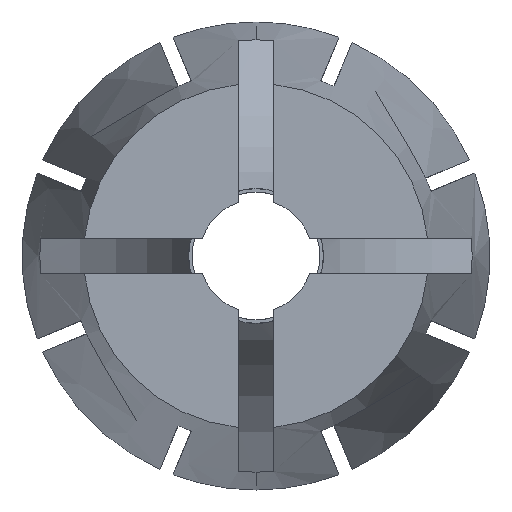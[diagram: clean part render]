
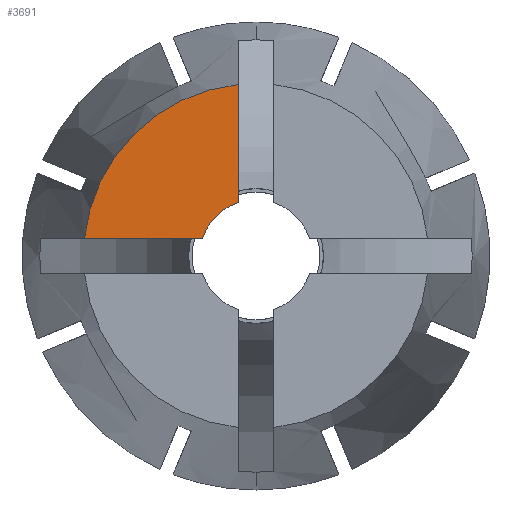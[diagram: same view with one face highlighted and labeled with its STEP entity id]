
A CAD part, left-side view. The second image highlights one B-rep face of the part: STEP entity #3691.
In plain terms, the highlighted planar face has unit normal (-1, 0, 0).
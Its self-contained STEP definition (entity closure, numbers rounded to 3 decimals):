
#310 = ORIENTED_EDGE ( 'NONE', *, *, #1074, .T. ) ;
#388 = CARTESIAN_POINT ( 'NONE',  ( -40., 3.773, 1.25 ) ) ;
#575 = AXIS2_PLACEMENT_3D ( 'NONE', #2461, #2492, #2547 ) ;
#652 = LINE ( 'NONE', #2709, #3848 ) ;
#756 = CARTESIAN_POINT ( 'NONE',  ( -40., 1.25, 3.773 ) ) ;
#868 = CARTESIAN_POINT ( 'NONE',  ( -40., 0., 0. ) ) ;
#894 = DIRECTION ( 'NONE',  ( 1., 0., 0. ) ) ;
#909 = DIRECTION ( 'NONE',  ( 0., 0., -1. ) ) ;
#1074 = EDGE_CURVE ( 'NONE', #2198, #2412, #3233, .T. ) ;
#1103 = EDGE_CURVE ( 'NONE', #2412, #2010, #4099, .T. ) ;
#1127 = EDGE_CURVE ( 'NONE', #2198, #1296, #652, .T. ) ;
#1267 = PLANE ( 'NONE',  #1785 ) ;
#1281 = EDGE_LOOP ( 'NONE', ( #310, #1782, #3407, #2035 ) ) ;
#1295 = CARTESIAN_POINT ( 'NONE',  ( -40., -12.158, 0. ) ) ;
#1296 = VERTEX_POINT ( 'NONE', #1368 ) ;
#1360 = CARTESIAN_POINT ( 'NONE',  ( -40., 1.25, 12.093 ) ) ;
#1368 = CARTESIAN_POINT ( 'NONE',  ( -40., 12.093, 1.25 ) ) ;
#1527 = DIRECTION ( 'NONE',  ( -1., 0., 0. ) ) ;
#1535 = CIRCLE ( 'NONE', #3593, 12.158 ) ;
#1782 = ORIENTED_EDGE ( 'NONE', *, *, #1103, .T. ) ;
#1785 = AXIS2_PLACEMENT_3D ( 'NONE', #1295, #1527, #3175 ) ;
#1951 = FACE_OUTER_BOUND ( 'NONE', #1281, .T. ) ;
#2010 = VERTEX_POINT ( 'NONE', #1360 ) ;
#2035 = ORIENTED_EDGE ( 'NONE', *, *, #1127, .F. ) ;
#2198 = VERTEX_POINT ( 'NONE', #388 ) ;
#2309 = VECTOR ( 'NONE', #2674, 1000. ) ;
#2412 = VERTEX_POINT ( 'NONE', #756 ) ;
#2461 = CARTESIAN_POINT ( 'NONE',  ( -40., 0., 0. ) ) ;
#2492 = DIRECTION ( 'NONE',  ( 1., 0., 0. ) ) ;
#2547 = DIRECTION ( 'NONE',  ( 0., 0., -1. ) ) ;
#2643 = CARTESIAN_POINT ( 'NONE',  ( -40., 1.25, 0. ) ) ;
#2674 = DIRECTION ( 'NONE',  ( 0., 0., 1. ) ) ;
#2709 = CARTESIAN_POINT ( 'NONE',  ( -40., -12.158, 1.25 ) ) ;
#2760 = EDGE_CURVE ( 'NONE', #1296, #2010, #1535, .T. ) ;
#2765 = DIRECTION ( 'NONE',  ( 0., 1., 0. ) ) ;
#3175 = DIRECTION ( 'NONE',  ( 0., 0., 1. ) ) ;
#3233 = CIRCLE ( 'NONE', #575, 3.975 ) ;
#3407 = ORIENTED_EDGE ( 'NONE', *, *, #2760, .F. ) ;
#3593 = AXIS2_PLACEMENT_3D ( 'NONE', #868, #894, #909 ) ;
#3691 = ADVANCED_FACE ( 'NONE', ( #1951 ), #1267, .T. ) ;
#3848 = VECTOR ( 'NONE', #2765, 1000. ) ;
#4099 = LINE ( 'NONE', #2643, #2309 ) ;
